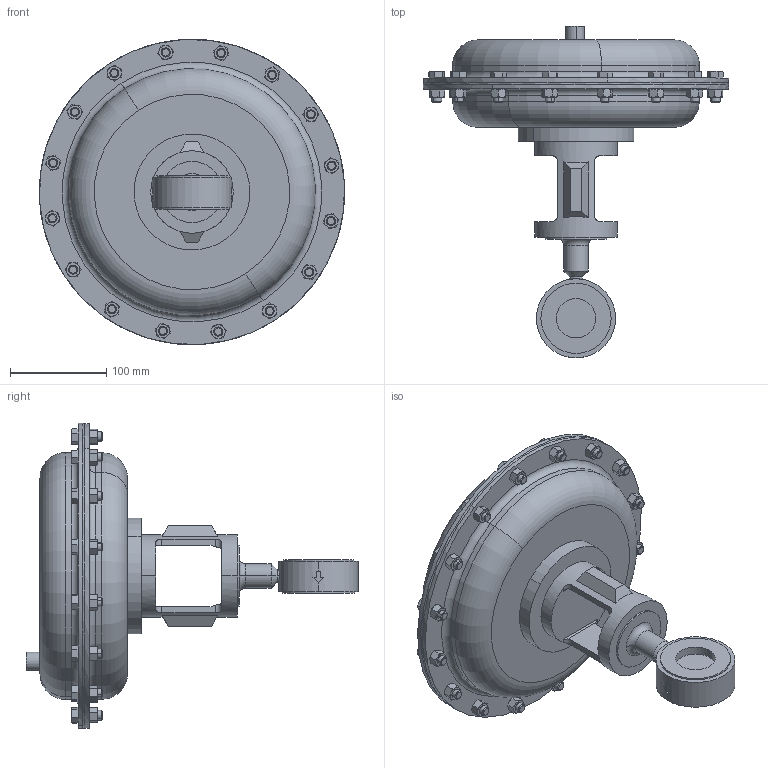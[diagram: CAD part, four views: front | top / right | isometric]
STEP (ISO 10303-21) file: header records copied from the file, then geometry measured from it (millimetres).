
FILE_DESCRIPTION (( 'STEP AP203' ), '1' );
FILE_NAME ('75-150-CB+SB-I3-55M.STEP', '2017-08-23T11:32:05', ( '' ), ( '' ), 'SwSTEP 2.0', 'SolidWorks 2014', '' );
FILE_SCHEMA (( 'CONFIG_CONTROL_DESIGN' ));
Length unit declared in the file: inch
Products named in the file (2): 75-150-CB+SB-I3-55M
Bounding box: 317.48 x 345.19 x 317.34 mm (x, y, z)
Volume: 5461085.2 mm3; surface area: 287786.4 mm2
Topology: 1 solids, 1 shells, 836 faces, 1933 edges, 1174 vertices
Faces by surface type: plane 358, cone 328, cylinder 85, bspline 55, torus 10
Entity records: 30110 total; most frequent: CARTESIAN_POINT 12246, ORIENTED_EDGE 3866, DIRECTION 3311, EDGE_CURVE 1933, AXIS2_PLACEMENT_3D 1307, VERTEX_POINT 1174, EDGE_LOOP 913, FACE_OUTER_BOUND 836
